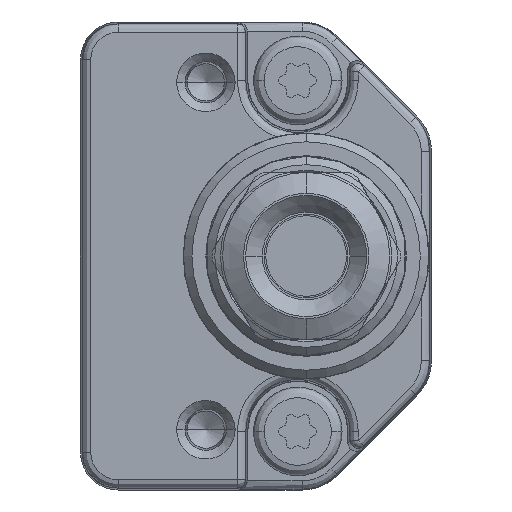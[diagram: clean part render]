
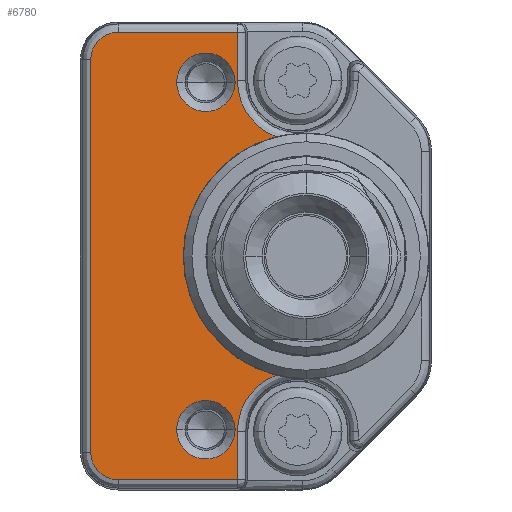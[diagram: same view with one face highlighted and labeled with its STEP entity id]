
A CAD part, left-side view. The second image highlights one B-rep face of the part: STEP entity #6780.
In plain terms, the highlighted planar face has unit normal (-1, 0, 0).
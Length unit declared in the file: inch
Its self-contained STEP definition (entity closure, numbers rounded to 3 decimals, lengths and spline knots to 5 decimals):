
#584=CARTESIAN_POINT('',(-13.,9.29653,-7.1271));
#718=CARTESIAN_POINT('',(-13.,9.29653,7.1271));
#741=CARTESIAN_POINT('',(-13.,8.,-10.5));
#742=DIRECTION('',(1.,0.,0.));
#743=DIRECTION('',(0.,1.,0.));
#744=AXIS2_PLACEMENT_3D('',#741,#742,#743);
#746=DIRECTION('',(0.,0.,1.));
#747=VECTOR('',#746,2.8909);
#748=CARTESIAN_POINT('',(-13.,11.61353,-13.3909));
#749=LINE('',#748,#747);
#750=DIRECTION('',(0.,-1.,0.));
#751=VECTOR('',#750,7.13647);
#752=CARTESIAN_POINT('',(-13.,18.75,-13.3909));
#753=LINE('',#752,#751);
#754=CARTESIAN_POINT('',(-13.,18.75,-11.75));
#755=DIRECTION('',(-1.,0.,0.));
#756=DIRECTION('',(0.,1.,0.));
#757=AXIS2_PLACEMENT_3D('',#754,#755,#756);
#759=DIRECTION('',(0.,0.,-1.));
#760=VECTOR('',#759,23.5);
#761=CARTESIAN_POINT('',(-13.,20.3909,11.75));
#762=LINE('',#761,#760);
#763=CARTESIAN_POINT('',(-13.,18.75,11.75));
#764=DIRECTION('',(-1.,0.,0.));
#765=DIRECTION('',(0.,0.,1.));
#766=AXIS2_PLACEMENT_3D('',#763,#764,#765);
#768=DIRECTION('',(0.,1.,0.));
#769=VECTOR('',#768,7.13647);
#770=CARTESIAN_POINT('',(-13.,11.61353,13.3909));
#771=LINE('',#770,#769);
#772=DIRECTION('',(0.,0.,1.));
#773=VECTOR('',#772,2.8909);
#774=CARTESIAN_POINT('',(-13.,11.61353,10.5));
#775=LINE('',#774,#773);
#776=CARTESIAN_POINT('',(-13.,8.,10.5));
#777=DIRECTION('',(1.,0.,0.));
#778=DIRECTION('',(0.,0.359,-0.933));
#779=AXIS2_PLACEMENT_3D('',#776,#777,#778);
#781=CARTESIAN_POINT('',(-13.,7.5,0.));
#782=DIRECTION('',(-1.,0.,0.));
#783=DIRECTION('',(0.,0.244,0.97));
#784=AXIS2_PLACEMENT_3D('',#781,#782,#783);
#786=CARTESIAN_POINT('',(-13.,13.5,-10.3923));
#787=DIRECTION('',(1.,0.,0.));
#788=DIRECTION('',(0.,-1.,0.));
#789=AXIS2_PLACEMENT_3D('',#786,#787,#788);
#791=CARTESIAN_POINT('',(-13.,13.5,-10.3923));
#792=DIRECTION('',(1.,0.,0.));
#793=DIRECTION('',(0.,1.,0.));
#794=AXIS2_PLACEMENT_3D('',#791,#792,#793);
#796=CARTESIAN_POINT('',(-13.,13.5,10.3923));
#797=DIRECTION('',(1.,0.,0.));
#798=DIRECTION('',(0.,-1.,0.));
#799=AXIS2_PLACEMENT_3D('',#796,#797,#798);
#801=CARTESIAN_POINT('',(-13.,13.5,10.3923));
#802=DIRECTION('',(1.,0.,0.));
#803=DIRECTION('',(0.,1.,0.));
#804=AXIS2_PLACEMENT_3D('',#801,#802,#803);
#5008=VERTEX_POINT('',#584);
#5009=VERTEX_POINT('',#718);
#5026=CARTESIAN_POINT('',(-13.,20.3909,-11.75));
#5027=CARTESIAN_POINT('',(-13.,18.75,-13.3909));
#5028=VERTEX_POINT('',#5026);
#5029=VERTEX_POINT('',#5027);
#5034=CARTESIAN_POINT('',(-13.,20.3909,11.75));
#5035=VERTEX_POINT('',#5034);
#5038=CARTESIAN_POINT('',(-13.,18.75,13.3909));
#5039=VERTEX_POINT('',#5038);
#5068=CARTESIAN_POINT('',(-13.,11.61353,-10.5));
#5069=VERTEX_POINT('',#5068);
#5070=CARTESIAN_POINT('',(-13.,11.61353,-13.3909));
#5071=VERTEX_POINT('',#5070);
#5088=CARTESIAN_POINT('',(-13.,11.61353,10.5));
#5089=VERTEX_POINT('',#5088);
#5090=CARTESIAN_POINT('',(-13.,11.61353,13.3909));
#5091=VERTEX_POINT('',#5090);
#5149=CARTESIAN_POINT('',(-13.,11.75,-10.3923));
#5150=CARTESIAN_POINT('',(-13.,15.25,-10.3923));
#5151=VERTEX_POINT('',#5149);
#5152=VERTEX_POINT('',#5150);
#5157=CARTESIAN_POINT('',(-13.,11.75,10.3923));
#5158=CARTESIAN_POINT('',(-13.,15.25,10.3923));
#5159=VERTEX_POINT('',#5157);
#5160=VERTEX_POINT('',#5158);
#6745=CARTESIAN_POINT('',(-13.,0.,0.));
#6746=DIRECTION('',(-1.,0.,0.));
#6747=DIRECTION('',(0.,0.,1.));
#6748=AXIS2_PLACEMENT_3D('',#6745,#6746,#6747);
#6749=PLANE('',#6748);
#6750=ORIENTED_EDGE('',*,*,#6593,.F.);
#6752=ORIENTED_EDGE('',*,*,#6751,.F.);
#6754=ORIENTED_EDGE('',*,*,#6753,.F.);
#6756=ORIENTED_EDGE('',*,*,#6755,.F.);
#6758=ORIENTED_EDGE('',*,*,#6757,.F.);
#6760=ORIENTED_EDGE('',*,*,#6759,.F.);
#6762=ORIENTED_EDGE('',*,*,#6761,.F.);
#6763=ORIENTED_EDGE('',*,*,#6736,.F.);
#6764=ORIENTED_EDGE('',*,*,#6694,.F.);
#6765=ORIENTED_EDGE('',*,*,#6608,.T.);
#6766=EDGE_LOOP('',(#6750,#6752,#6754,#6756,#6758,#6760,#6762,#6763,#6764,
#6765));
#6767=FACE_OUTER_BOUND('',#6766,.F.);
#6769=ORIENTED_EDGE('',*,*,#6768,.F.);
#6771=ORIENTED_EDGE('',*,*,#6770,.F.);
#6772=EDGE_LOOP('',(#6769,#6771));
#6773=FACE_BOUND('',#6772,.F.);
#6775=ORIENTED_EDGE('',*,*,#6774,.F.);
#6777=ORIENTED_EDGE('',*,*,#6776,.F.);
#6778=EDGE_LOOP('',(#6775,#6777));
#6779=FACE_BOUND('',#6778,.F.);
#6780=ADVANCED_FACE('',(#6767,#6773,#6779),#6749,.T.);
#745=CIRCLE('',#744,3.61353);
#758=CIRCLE('',#757,1.6409);
#767=CIRCLE('',#766,1.6409);
#780=CIRCLE('',#779,3.61353);
#785=CIRCLE('',#784,7.35);
#790=CIRCLE('',#789,1.75);
#795=CIRCLE('',#794,1.75);
#800=CIRCLE('',#799,1.75);
#805=CIRCLE('',#804,1.75);
#6593=EDGE_CURVE('',#5069,#5008,#745,.T.);
#6608=EDGE_CURVE('',#5009,#5008,#785,.T.);
#6694=EDGE_CURVE('',#5009,#5089,#780,.T.);
#6736=EDGE_CURVE('',#5089,#5091,#775,.T.);
#6751=EDGE_CURVE('',#5071,#5069,#749,.T.);
#6753=EDGE_CURVE('',#5029,#5071,#753,.T.);
#6755=EDGE_CURVE('',#5028,#5029,#758,.T.);
#6757=EDGE_CURVE('',#5035,#5028,#762,.T.);
#6759=EDGE_CURVE('',#5039,#5035,#767,.T.);
#6761=EDGE_CURVE('',#5091,#5039,#771,.T.);
#6768=EDGE_CURVE('',#5151,#5152,#790,.T.);
#6770=EDGE_CURVE('',#5152,#5151,#795,.T.);
#6774=EDGE_CURVE('',#5159,#5160,#800,.T.);
#6776=EDGE_CURVE('',#5160,#5159,#805,.T.);
